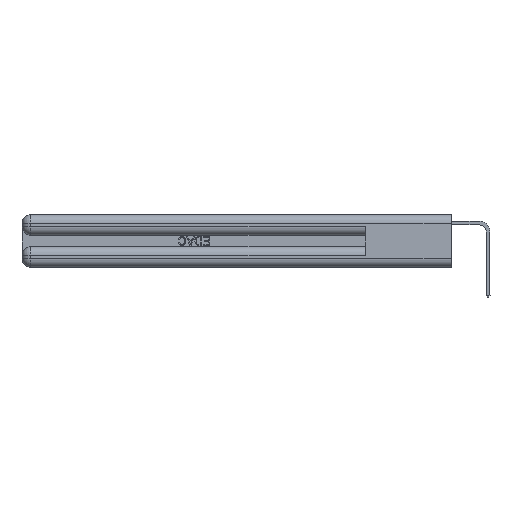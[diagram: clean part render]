
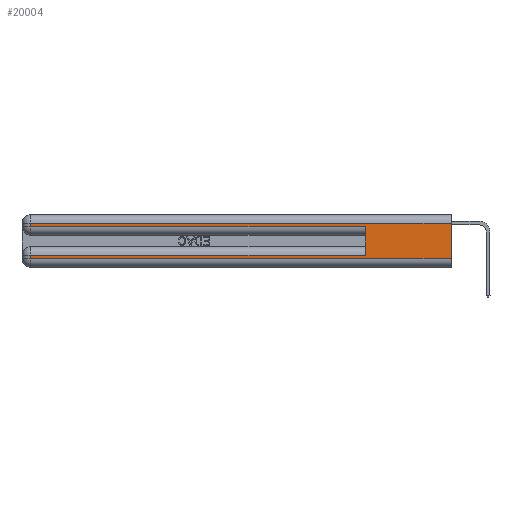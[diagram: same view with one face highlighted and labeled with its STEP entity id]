
A CAD part, left-side view. The second image highlights one B-rep face of the part: STEP entity #20004.
In plain terms, the highlighted planar face has unit normal (-1, 0, 0).
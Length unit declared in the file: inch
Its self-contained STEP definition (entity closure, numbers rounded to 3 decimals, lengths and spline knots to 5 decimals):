
#721 = CARTESIAN_POINT ( 'NONE',  ( 0., 2.94, 0.06 ) ) ;
#1649 = AXIS2_PLACEMENT_3D ( 'NONE', #22669, #6411, #3663 ) ;
#2603 = LINE ( 'NONE', #28682, #25416 ) ;
#2881 = CARTESIAN_POINT ( 'NONE',  ( 0., 0., 0.06 ) ) ;
#3456 = CARTESIAN_POINT ( 'NONE',  ( 0., 0.6, 0.085 ) ) ;
#3663 = DIRECTION ( 'NONE',  ( 0., 0., -1. ) ) ;
#3843 = EDGE_CURVE ( 'NONE', #20505, #23566, #22105, .T. ) ;
#3950 = LINE ( 'NONE', #6539, #30162 ) ;
#4030 = VECTOR ( 'NONE', #26354, 39.37008 ) ;
#4265 = CARTESIAN_POINT ( 'NONE',  ( 0., 0.6, 0.285 ) ) ;
#5011 = LINE ( 'NONE', #11909, #27297 ) ;
#5701 = VERTEX_POINT ( 'NONE', #8242 ) ;
#6411 = DIRECTION ( 'NONE',  ( 1., 0., 0. ) ) ;
#6539 = CARTESIAN_POINT ( 'NONE',  ( 0., 0., 0.285 ) ) ;
#8238 = CARTESIAN_POINT ( 'NONE',  ( 0., 2.94, 0.37 ) ) ;
#8242 = CARTESIAN_POINT ( 'NONE',  ( 0., 2.94, 0.31 ) ) ;
#8337 = LINE ( 'NONE', #12945, #26729 ) ;
#8585 = VERTEX_POINT ( 'NONE', #24543 ) ;
#9868 = VECTOR ( 'NONE', #15781, 39.37008 ) ;
#10502 = DIRECTION ( 'NONE',  ( 0., 0., -1. ) ) ;
#11243 = VERTEX_POINT ( 'NONE', #22194 ) ;
#11909 = CARTESIAN_POINT ( 'NONE',  ( 0., 0., 0.31 ) ) ;
#12421 = EDGE_CURVE ( 'NONE', #12603, #8585, #2603, .T. ) ;
#12603 = VERTEX_POINT ( 'NONE', #22978 ) ;
#12679 = CARTESIAN_POINT ( 'NONE',  ( 0., 2.94, 0.085 ) ) ;
#12945 = CARTESIAN_POINT ( 'NONE',  ( 0., 2.94, 0.37 ) ) ;
#13609 = DIRECTION ( 'NONE',  ( 0., -1., 0. ) ) ;
#14984 = LINE ( 'NONE', #21712, #4030 ) ;
#15101 = EDGE_CURVE ( 'NONE', #18990, #8585, #24358, .T. ) ;
#15297 = EDGE_CURVE ( 'NONE', #5701, #11243, #29273, .T. ) ;
#15640 = FACE_OUTER_BOUND ( 'NONE', #17490, .T. ) ;
#15781 = DIRECTION ( 'NONE',  ( 0., 0., -1. ) ) ;
#15886 = ORIENTED_EDGE ( 'NONE', *, *, #12421, .F. ) ;
#17299 = DIRECTION ( 'NONE',  ( 0., -1., 0. ) ) ;
#17490 = EDGE_LOOP ( 'NONE', ( #15886, #24318, #27761, #22713, #23128, #30002, #23319, #28218 ) ) ;
#17522 = DIRECTION ( 'NONE',  ( 0., 1., 0. ) ) ;
#18990 = VERTEX_POINT ( 'NONE', #721 ) ;
#20004 = ADVANCED_FACE ( 'NONE', ( #15640 ), #24990, .F. ) ;
#20505 = VERTEX_POINT ( 'NONE', #3456 ) ;
#21590 = VECTOR ( 'NONE', #17299, 39.37008 ) ;
#21712 = CARTESIAN_POINT ( 'NONE',  ( 0., 0.6, 0.145 ) ) ;
#22105 = LINE ( 'NONE', #27362, #25423 ) ;
#22161 = EDGE_CURVE ( 'NONE', #23566, #18990, #8337, .T. ) ;
#22194 = CARTESIAN_POINT ( 'NONE',  ( 0., 2.94, 0.285 ) ) ;
#22669 = CARTESIAN_POINT ( 'NONE',  ( 0., 0., 0.37 ) ) ;
#22713 = ORIENTED_EDGE ( 'NONE', *, *, #23639, .T. ) ;
#22978 = CARTESIAN_POINT ( 'NONE',  ( 0., 0., 0.31 ) ) ;
#23128 = ORIENTED_EDGE ( 'NONE', *, *, #30053, .F. ) ;
#23319 = ORIENTED_EDGE ( 'NONE', *, *, #22161, .T. ) ;
#23566 = VERTEX_POINT ( 'NONE', #12679 ) ;
#23639 = EDGE_CURVE ( 'NONE', #11243, #24944, #3950, .T. ) ;
#24230 = DIRECTION ( 'NONE',  ( 0., 0., -1. ) ) ;
#24318 = ORIENTED_EDGE ( 'NONE', *, *, #25081, .T. ) ;
#24358 = LINE ( 'NONE', #2881, #21590 ) ;
#24543 = CARTESIAN_POINT ( 'NONE',  ( 0., 0., 0.06 ) ) ;
#24944 = VERTEX_POINT ( 'NONE', #4265 ) ;
#24990 = PLANE ( 'NONE',  #1649 ) ;
#25081 = EDGE_CURVE ( 'NONE', #12603, #5701, #5011, .T. ) ;
#25416 = VECTOR ( 'NONE', #24230, 39.37008 ) ;
#25423 = VECTOR ( 'NONE', #17522, 39.37008 ) ;
#26035 = DIRECTION ( 'NONE',  ( 0., 1., 0. ) ) ;
#26354 = DIRECTION ( 'NONE',  ( 0., 0., 1. ) ) ;
#26729 = VECTOR ( 'NONE', #10502, 39.37008 ) ;
#27297 = VECTOR ( 'NONE', #26035, 39.37008 ) ;
#27362 = CARTESIAN_POINT ( 'NONE',  ( 0., 0., 0.085 ) ) ;
#27761 = ORIENTED_EDGE ( 'NONE', *, *, #15297, .T. ) ;
#28218 = ORIENTED_EDGE ( 'NONE', *, *, #15101, .T. ) ;
#28682 = CARTESIAN_POINT ( 'NONE',  ( 0., 0., 0.37 ) ) ;
#29273 = LINE ( 'NONE', #8238, #9868 ) ;
#30002 = ORIENTED_EDGE ( 'NONE', *, *, #3843, .T. ) ;
#30053 = EDGE_CURVE ( 'NONE', #20505, #24944, #14984, .T. ) ;
#30162 = VECTOR ( 'NONE', #13609, 39.37008 ) ;
